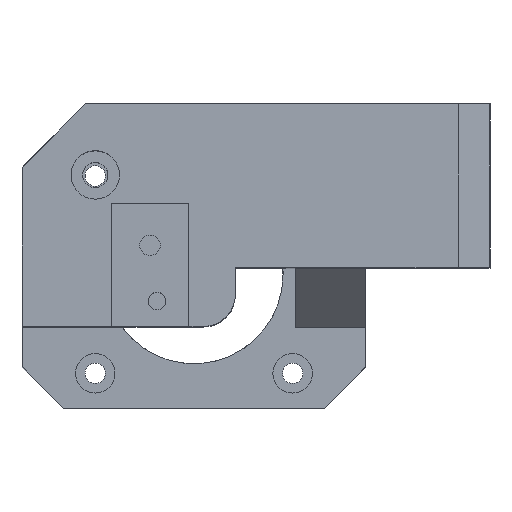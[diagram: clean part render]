
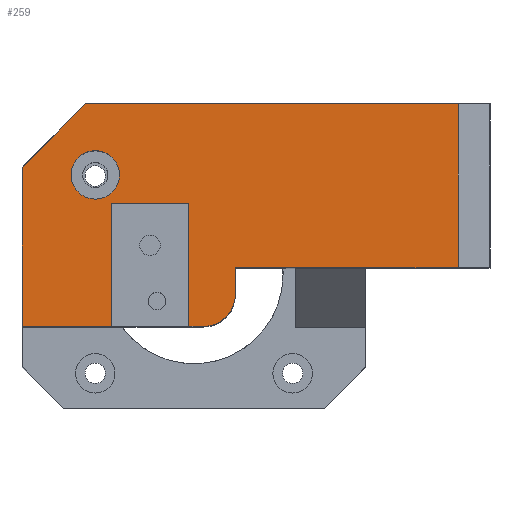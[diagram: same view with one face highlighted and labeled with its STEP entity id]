
A CAD part, top view. The second image highlights one B-rep face of the part: STEP entity #259.
In plain terms, the highlighted planar face has unit normal (0, 0, 1).
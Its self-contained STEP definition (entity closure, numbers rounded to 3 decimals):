
#203 = EDGE_CURVE('',#204,#206,#208,.T.);
#204 = VERTEX_POINT('',#205);
#205 = CARTESIAN_POINT('',(52.641,1001.228,47.945));
#206 = VERTEX_POINT('',#207);
#207 = CARTESIAN_POINT('',(52.641,976.278,47.945));
#208 = LINE('',#209,#210);
#209 = CARTESIAN_POINT('',(52.641,981.328,47.945));
#210 = VECTOR('',#211,1.);
#211 = DIRECTION('',(0.,-1.,0.));
#259 = ADVANCED_FACE('',(#260,#350),#361,.T.);
#260 = FACE_BOUND('',#261,.T.);
#261 = EDGE_LOOP('',(#262,#272,#278,#279,#287,#295,#303,#311,#319,#328,
    #336,#344));
#262 = ORIENTED_EDGE('',*,*,#263,.F.);
#263 = EDGE_CURVE('',#264,#266,#268,.T.);
#264 = VERTEX_POINT('',#265);
#265 = CARTESIAN_POINT('',(62.691,1011.278,47.945));
#266 = VERTEX_POINT('',#267);
#267 = CARTESIAN_POINT('',(121.141,1011.278,47.945));
#268 = LINE('',#269,#270);
#269 = CARTESIAN_POINT('',(98.156,1011.278,47.945));
#270 = VECTOR('',#271,1.);
#271 = DIRECTION('',(1.,0.,0.));
#272 = ORIENTED_EDGE('',*,*,#273,.T.);
#273 = EDGE_CURVE('',#264,#204,#274,.T.);
#274 = LINE('',#275,#276);
#275 = CARTESIAN_POINT('',(64.7,1013.288,47.945));
#276 = VECTOR('',#277,1.);
#277 = DIRECTION('',(-0.707,-0.707,0.));
#278 = ORIENTED_EDGE('',*,*,#203,.T.);
#279 = ORIENTED_EDGE('',*,*,#280,.T.);
#280 = EDGE_CURVE('',#206,#281,#283,.T.);
#281 = VERTEX_POINT('',#282);
#282 = CARTESIAN_POINT('',(66.651,976.278,47.945));
#283 = LINE('',#284,#285);
#284 = CARTESIAN_POINT('',(66.426,976.278,47.945));
#285 = VECTOR('',#286,1.);
#286 = DIRECTION('',(1.,0.,0.));
#287 = ORIENTED_EDGE('',*,*,#288,.F.);
#288 = EDGE_CURVE('',#289,#281,#291,.T.);
#289 = VERTEX_POINT('',#290);
#290 = CARTESIAN_POINT('',(66.651,995.528,47.945));
#291 = LINE('',#292,#293);
#292 = CARTESIAN_POINT('',(66.651,991.676,47.945));
#293 = VECTOR('',#294,1.);
#294 = DIRECTION('',(0.,-1.,0.));
#295 = ORIENTED_EDGE('',*,*,#296,.F.);
#296 = EDGE_CURVE('',#297,#289,#299,.T.);
#297 = VERTEX_POINT('',#298);
#298 = CARTESIAN_POINT('',(78.841,995.528,47.945));
#299 = LINE('',#300,#301);
#300 = CARTESIAN_POINT('',(78.626,995.528,47.945));
#301 = VECTOR('',#302,1.);
#302 = DIRECTION('',(-1.,0.,0.));
#303 = ORIENTED_EDGE('',*,*,#304,.F.);
#304 = EDGE_CURVE('',#305,#297,#307,.T.);
#305 = VERTEX_POINT('',#306);
#306 = CARTESIAN_POINT('',(78.841,976.278,47.945));
#307 = LINE('',#308,#309);
#308 = CARTESIAN_POINT('',(78.841,985.528,47.945));
#309 = VECTOR('',#310,1.);
#310 = DIRECTION('',(0.,1.,0.));
#311 = ORIENTED_EDGE('',*,*,#312,.F.);
#312 = EDGE_CURVE('',#313,#305,#315,.T.);
#313 = VERTEX_POINT('',#314);
#314 = CARTESIAN_POINT('',(81.141,976.278,47.945));
#315 = LINE('',#316,#317);
#316 = CARTESIAN_POINT('',(78.846,976.278,47.945));
#317 = VECTOR('',#318,1.);
#318 = DIRECTION('',(-1.,0.,0.));
#319 = ORIENTED_EDGE('',*,*,#320,.T.);
#320 = EDGE_CURVE('',#313,#321,#323,.T.);
#321 = VERTEX_POINT('',#322);
#322 = CARTESIAN_POINT('',(86.141,981.278,47.945));
#323 = CIRCLE('',#324,5.);
#324 = AXIS2_PLACEMENT_3D('',#325,#326,#327);
#325 = CARTESIAN_POINT('',(81.141,981.278,47.945));
#326 = DIRECTION('',(0.,0.,1.));
#327 = DIRECTION('',(1.,0.,0.));
#328 = ORIENTED_EDGE('',*,*,#329,.T.);
#329 = EDGE_CURVE('',#321,#330,#332,.T.);
#330 = VERTEX_POINT('',#331);
#331 = CARTESIAN_POINT('',(86.141,985.528,47.945));
#332 = LINE('',#333,#334);
#333 = CARTESIAN_POINT('',(86.141,976.278,47.945));
#334 = VECTOR('',#335,1.);
#335 = DIRECTION('',(0.,1.,0.));
#336 = ORIENTED_EDGE('',*,*,#337,.F.);
#337 = EDGE_CURVE('',#338,#330,#340,.T.);
#338 = VERTEX_POINT('',#339);
#339 = CARTESIAN_POINT('',(121.141,985.528,47.945));
#340 = LINE('',#341,#342);
#341 = CARTESIAN_POINT('',(90.997,985.528,47.945));
#342 = VECTOR('',#343,1.);
#343 = DIRECTION('',(-1.,0.,0.));
#344 = ORIENTED_EDGE('',*,*,#345,.T.);
#345 = EDGE_CURVE('',#338,#266,#346,.T.);
#346 = LINE('',#347,#348);
#347 = CARTESIAN_POINT('',(121.141,985.528,47.945));
#348 = VECTOR('',#349,1.);
#349 = DIRECTION('',(0.,1.,0.));
#350 = FACE_BOUND('',#351,.T.);
#351 = EDGE_LOOP('',(#352));
#352 = ORIENTED_EDGE('',*,*,#353,.F.);
#353 = EDGE_CURVE('',#354,#354,#356,.T.);
#354 = VERTEX_POINT('',#355);
#355 = CARTESIAN_POINT('',(67.941,1000.078,47.945));
#356 = CIRCLE('',#357,3.8);
#357 = AXIS2_PLACEMENT_3D('',#358,#359,#360);
#358 = CARTESIAN_POINT('',(64.141,1000.078,47.945));
#359 = DIRECTION('',(0.,0.,1.));
#360 = DIRECTION('',(1.,0.,0.));
#361 = PLANE('',#362);
#362 = AXIS2_PLACEMENT_3D('',#363,#364,#365);
#363 = CARTESIAN_POINT('',(84.168,994.505,47.945));
#364 = DIRECTION('',(0.,0.,1.));
#365 = DIRECTION('',(1.,0.,0.));
